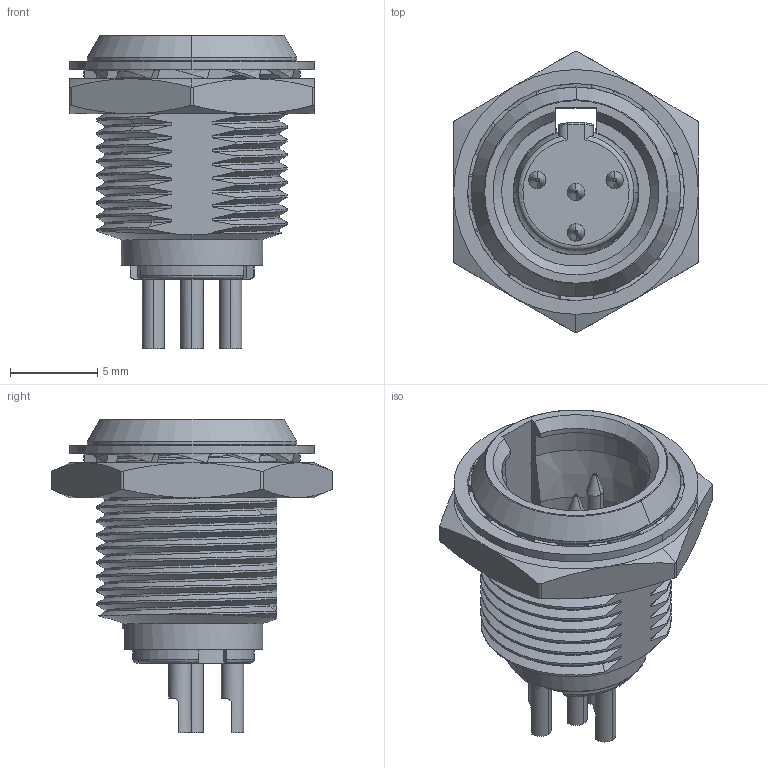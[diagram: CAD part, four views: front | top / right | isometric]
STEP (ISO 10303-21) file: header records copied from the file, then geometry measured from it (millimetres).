
FILE_DESCRIPTION (( 'STEP AP203' ), '1' );
FILE_NAME ('IO-TXLR4-M-PS-1.stp', '2024-03-20T16:43:18', ( '' ), ( '' ), 'SwSTEP 2.0', 'SolidWorks 2018', '' );
FILE_SCHEMA (( 'CONFIG_CONTROL_DESIGN' ));
Length unit declared in the file: millimetre
Products named in the file (1): IO-TXLR4-M-PS-1
Bounding box: 14 x 16.1 x 17.95 mm (x, y, z)
Volume: 723.4 mm3; surface area: 2037.8 mm2
Topology: 8 solids, 8 shells, 857 faces, 2303 edges, 1483 vertices
Faces by surface type: plane 443, cylinder 260, cone 67, bspline 56, torus 31
Entity records: 40696 total; most frequent: CARTESIAN_POINT 20063, ORIENTED_EDGE 4590, DIRECTION 3859, EDGE_CURVE 2295, VERTEX_POINT 1483, AXIS2_PLACEMENT_3D 1355, LINE 1149, VECTOR 1149
